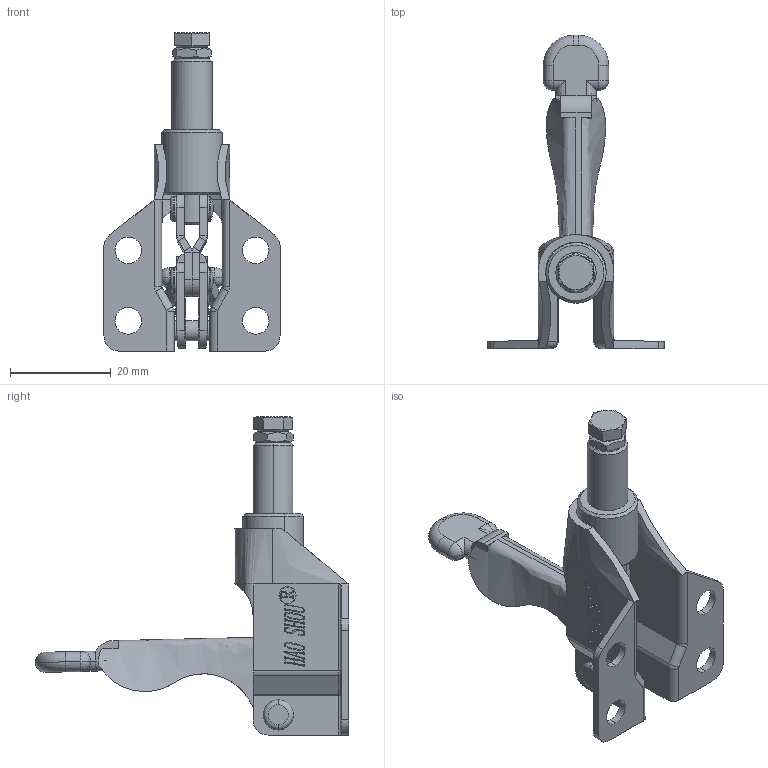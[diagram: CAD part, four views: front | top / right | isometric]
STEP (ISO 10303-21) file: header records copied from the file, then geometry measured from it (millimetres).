
FILE_DESCRIPTION (( 'STEP AP203' ), '1' );
FILE_NAME ('HS-36006 .STEP', '2019-08-26T10:02:04', ( '微软用户' ), ( '微软中国' ), 'SwSTEP 2.0', 'SolidWorks 2012', '' );
FILE_SCHEMA (( 'CONFIG_CONTROL_DESIGN' ));
Length unit declared in the file: millimetre
Products named in the file (11): HS-36006 ; 穩隊; 忒參; 忒梟; hex thin nuts-grades ab-chamfered gb_GB_FASTENER_NUT_STNAB M4-N; hexagon head bolts-full thread gb_GB_FASTENER_BOLT_STBAB A M4X8-N; 种1; 粣杶; 挴裝; 蟀裝; 菁釱
Assembly tree (12 placements, depth 2):
  HS-36006 
    菁釱
    蟀裝  x2
    挴裝
    粣杶
    种1
    hexagon head bolts-full thread gb_GB_FASTENER_BOLT_STBAB A M4X8-N
    hex thin nuts-grades ab-chamfered gb_GB_FASTENER_NUT_STNAB M4-N
    忒梟
    忒參
    穩隊  x2
Bounding box: 35 x 62.25 x 63.18 mm (x, y, z)
Volume: 7972.6 mm3; surface area: 10775.2 mm2
Topology: 12 solids, 12 shells, 687 faces, 1767 edges, 1129 vertices
Faces by surface type: plane 309, bspline 162, cylinder 146, torus 36, cone 28, sphere 6
Entity records: 36282 total; most frequent: CARTESIAN_POINT 20571, ORIENTED_EDGE 3308, DIRECTION 2443, EDGE_CURVE 1654, VERTEX_POINT 1070, LINE 923, VECTOR 923, AXIS2_PLACEMENT_3D 760
